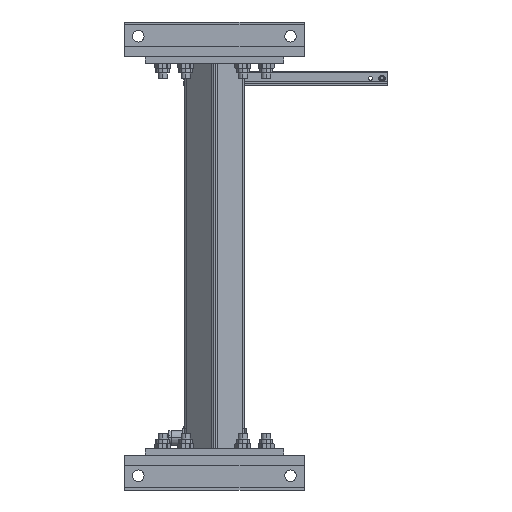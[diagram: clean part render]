
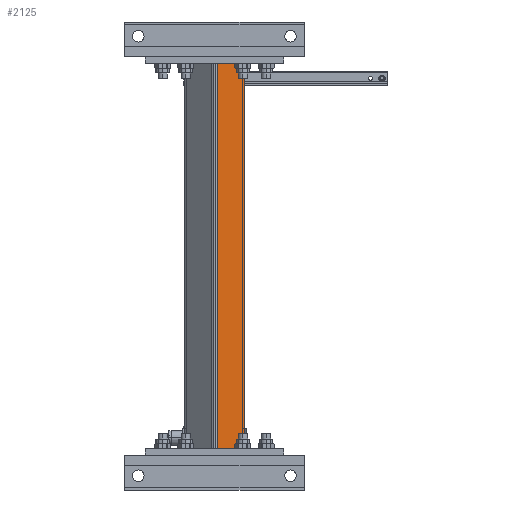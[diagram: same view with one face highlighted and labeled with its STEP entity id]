
A CAD part, left-side view. The second image highlights one B-rep face of the part: STEP entity #2125.
In plain terms, the highlighted planar face has unit normal (-0.707, -0.707, 0).
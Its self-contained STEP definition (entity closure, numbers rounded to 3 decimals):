
#2125=ADVANCED_FACE('',(#4813),#4814,.T.);
#4813=FACE_OUTER_BOUND('',#8595,.T.);
#4814=PLANE('',#8596);
#8595=EDGE_LOOP('',(#13443,#13444,#13445,#13446));
#8596=AXIS2_PLACEMENT_3D('',#13447,#13448,#13449);
#13443=ORIENTED_EDGE('',*,*,#21867,.T.);
#13444=ORIENTED_EDGE('',*,*,#21868,.F.);
#13445=ORIENTED_EDGE('',*,*,#20693,.T.);
#13446=ORIENTED_EDGE('',*,*,#21869,.T.);
#13447=CARTESIAN_POINT('',(-201.475,369.644,2953.));
#13448=DIRECTION('',(-0.707,-0.707,0.));
#13449=DIRECTION('',(0.707,-0.707,0.));
#20693=EDGE_CURVE('',#24227,#24225,#24228,.T.);
#21867=EDGE_CURVE('',#26214,#26215,#26216,.T.);
#21868=EDGE_CURVE('',#24227,#26215,#26217,.T.);
#21869=EDGE_CURVE('',#24225,#26214,#26218,.T.);
#24225=VERTEX_POINT('',#29264);
#24227=VERTEX_POINT('',#29266);
#24228=LINE('',#29267,#29268);
#26214=VERTEX_POINT('',#34544);
#26215=VERTEX_POINT('',#34545);
#26216=LINE('',#34546,#34547);
#26217=LINE('',#34548,#34549);
#26218=LINE('',#34550,#34551);
#29264=CARTESIAN_POINT('',(-172.484,340.652,2953.));
#29266=CARTESIAN_POINT('',(-230.466,398.635,2953.));
#29267=CARTESIAN_POINT('',(-230.466,398.635,2953.));
#29268=VECTOR('',#42095,10.);
#34544=CARTESIAN_POINT('',(-172.484,340.652,3788.));
#34545=CARTESIAN_POINT('',(-230.466,398.635,3788.));
#34546=CARTESIAN_POINT('',(-230.466,398.635,3788.));
#34547=VECTOR('',#43393,10.);
#34548=CARTESIAN_POINT('',(-230.466,398.635,2953.));
#34549=VECTOR('',#43394,10.);
#34550=CARTESIAN_POINT('',(-172.484,340.652,2953.));
#34551=VECTOR('',#43395,10.);
#42095=DIRECTION('',(0.707,-0.707,0.));
#43393=DIRECTION('',(-0.707,0.707,0.));
#43394=DIRECTION('',(0.,0.,1.));
#43395=DIRECTION('',(0.,0.,1.));
